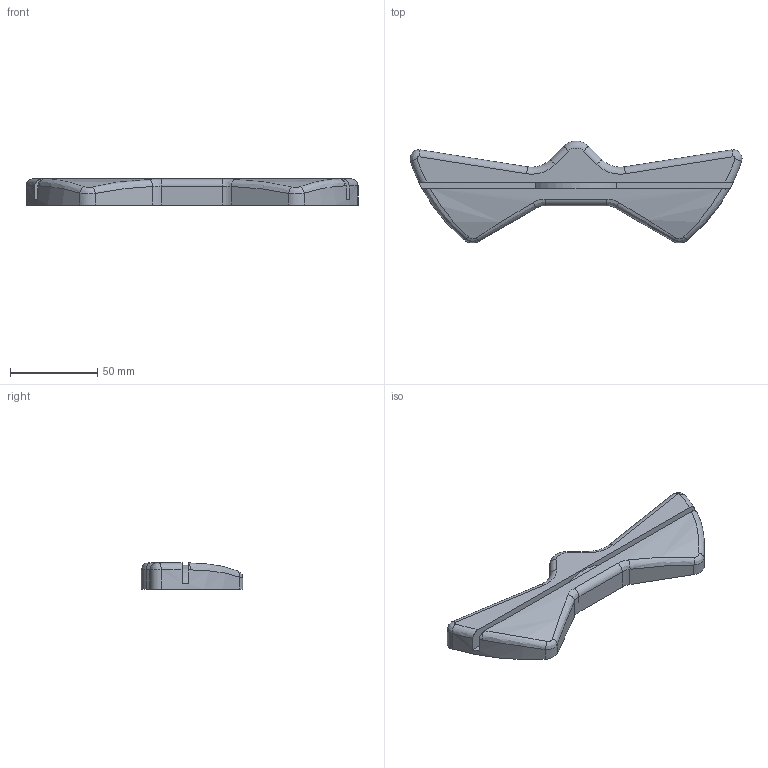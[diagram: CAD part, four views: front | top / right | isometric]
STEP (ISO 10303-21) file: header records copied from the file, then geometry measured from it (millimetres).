
FILE_DESCRIPTION((''),'2;1');
FILE_NAME('Soporte_patron_horizontal_002.stp','2015-01-19T10:13:49',('user1'),(''),'Autodesk Inventor 2008','Autodesk Inventor 2008','');
FILE_SCHEMA(('AUTOMOTIVE_DESIGN { 1 0 10303 214 1 1 1 1 }'));
Length unit declared in the file: millimetre
Products named in the file (1): Soporte_patron_horizontal_002
Bounding box: 190.28 x 58.31 x 15 mm (x, y, z)
Volume: 84590.1 mm3; surface area: 23191.1 mm2
Topology: 1 solids, 1 shells, 68 faces, 188 edges, 118 vertices
Faces by surface type: plane 25, cylinder 19, bspline 17, torus 7
Full cylindrical faces by diameter (mm): 6 x2
Entity records: 2922 total; most frequent: CARTESIAN_POINT 1332, ORIENTED_EDGE 328, DIRECTION 309, EDGE_CURVE 164, AXIS2_PLACEMENT_3D 115, VERTEX_POINT 106, EDGE_LOOP 84, VECTOR 79
